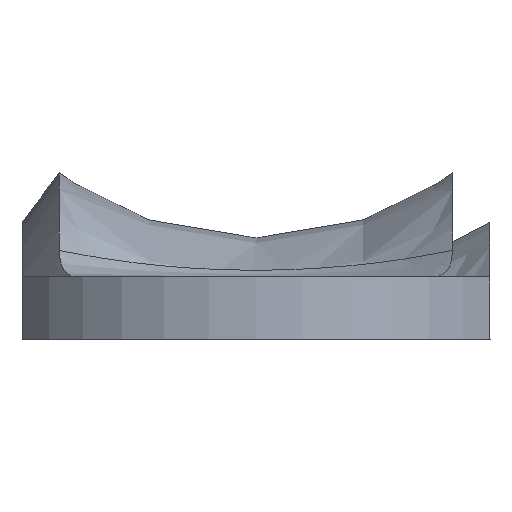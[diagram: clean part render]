
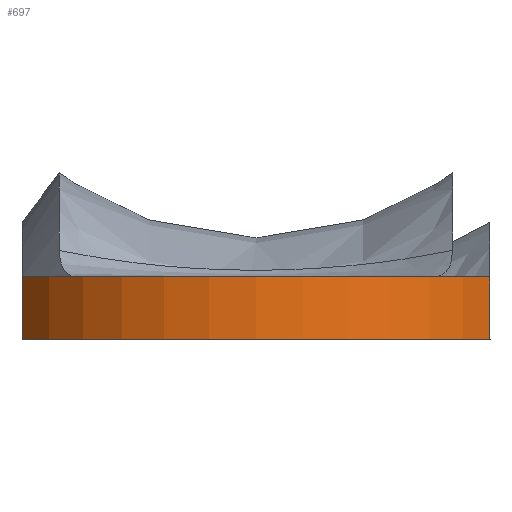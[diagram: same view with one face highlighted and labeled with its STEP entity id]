
A CAD part, left-side view. The second image highlights one B-rep face of the part: STEP entity #697.
In plain terms, the highlighted cylindrical face has radius 3.5 mm (diameter 7 mm), a partial arc.
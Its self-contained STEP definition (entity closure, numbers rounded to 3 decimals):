
#5 = VECTOR ( 'NONE', #456, 1000. ) ;
#78 = DIRECTION ( 'NONE',  ( 1., 0., 0. ) ) ;
#143 = VERTEX_POINT ( 'NONE', #866 ) ;
#380 = DIRECTION ( 'NONE',  ( 0., 0., -1. ) ) ;
#396 = DIRECTION ( 'NONE',  ( 1., 0., 0. ) ) ;
#456 = DIRECTION ( 'NONE',  ( 0., 0., -1. ) ) ;
#488 = CARTESIAN_POINT ( 'NONE',  ( 1.697, 0., 0.4 ) ) ;
#625 = AXIS2_PLACEMENT_3D ( 'NONE', #2920, #380, #396 ) ;
#697 = ADVANCED_FACE ( 'NONE', ( #3208 ), #1203, .T. ) ;
#866 = CARTESIAN_POINT ( 'NONE',  ( 1.697, 6., 0.8 ) ) ;
#1203 = CYLINDRICAL_SURFACE ( 'NONE', #3307, 3.5 ) ;
#1267 = ORIENTED_EDGE ( 'NONE', *, *, #1615, .F. ) ;
#1485 = CARTESIAN_POINT ( 'NONE',  ( 1.697, 0., 0. ) ) ;
#1542 = EDGE_CURVE ( 'NONE', #4088, #3416, #2054, .T. ) ;
#1578 = AXIS2_PLACEMENT_3D ( 'NONE', #3473, #3850, #78 ) ;
#1615 = EDGE_CURVE ( 'NONE', #143, #4088, #2723, .T. ) ;
#1687 = DIRECTION ( 'NONE',  ( 0., 0., 1. ) ) ;
#2000 = ORIENTED_EDGE ( 'NONE', *, *, #2860, .F. ) ;
#2054 = LINE ( 'NONE', #488, #5 ) ;
#2140 = ORIENTED_EDGE ( 'NONE', *, *, #1542, .F. ) ;
#2609 = CARTESIAN_POINT ( 'NONE',  ( 1.697, 0., 0.8 ) ) ;
#2723 = CIRCLE ( 'NONE', #1578, 3.5 ) ;
#2854 = LINE ( 'NONE', #5078, #5276 ) ;
#2860 = EDGE_CURVE ( 'NONE', #3416, #3937, #5495, .T. ) ;
#2920 = CARTESIAN_POINT ( 'NONE',  ( 3.5, 3., 0. ) ) ;
#2986 = DIRECTION ( 'NONE',  ( 1., 0., 0. ) ) ;
#3208 = FACE_OUTER_BOUND ( 'NONE', #4223, .T. ) ;
#3307 = AXIS2_PLACEMENT_3D ( 'NONE', #3341, #4654, #2986 ) ;
#3341 = CARTESIAN_POINT ( 'NONE',  ( 3.5, 3., 0. ) ) ;
#3416 = VERTEX_POINT ( 'NONE', #1485 ) ;
#3473 = CARTESIAN_POINT ( 'NONE',  ( 3.5, 3., 0.8 ) ) ;
#3535 = ORIENTED_EDGE ( 'NONE', *, *, #4204, .F. ) ;
#3850 = DIRECTION ( 'NONE',  ( 0., 0., 1. ) ) ;
#3855 = CARTESIAN_POINT ( 'NONE',  ( 1.697, 6., 0. ) ) ;
#3937 = VERTEX_POINT ( 'NONE', #3855 ) ;
#4088 = VERTEX_POINT ( 'NONE', #2609 ) ;
#4204 = EDGE_CURVE ( 'NONE', #3937, #143, #2854, .T. ) ;
#4223 = EDGE_LOOP ( 'NONE', ( #2140, #1267, #3535, #2000 ) ) ;
#4654 = DIRECTION ( 'NONE',  ( 0., 0., 1. ) ) ;
#5078 = CARTESIAN_POINT ( 'NONE',  ( 1.697, 6., 0.4 ) ) ;
#5276 = VECTOR ( 'NONE', #1687, 1000. ) ;
#5495 = CIRCLE ( 'NONE', #625, 3.5 ) ;
